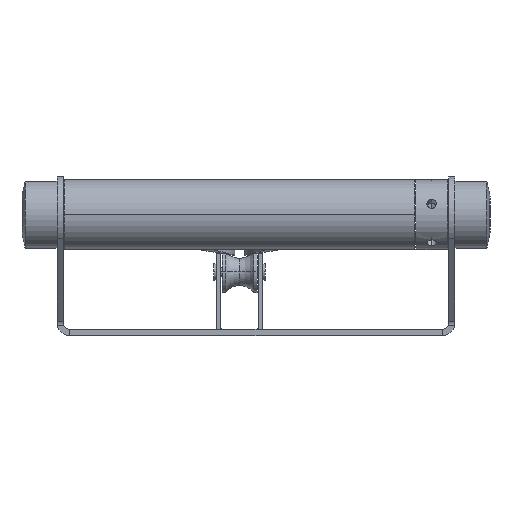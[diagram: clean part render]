
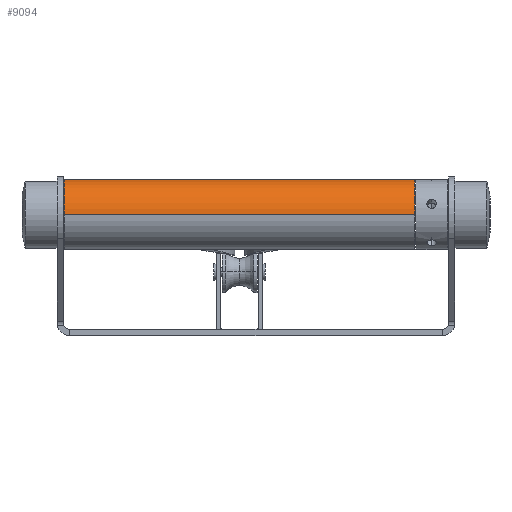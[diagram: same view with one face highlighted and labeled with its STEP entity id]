
A CAD part, left-side view. The second image highlights one B-rep face of the part: STEP entity #9094.
In plain terms, the highlighted cylindrical face has radius 11 mm (diameter 22 mm), a partial arc.
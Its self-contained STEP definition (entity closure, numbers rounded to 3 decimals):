
#748 = EDGE_CURVE ( 'NONE', #7337, #12091, #12133, .T. ) ;
#1051 = VERTEX_POINT ( 'NONE', #2416 ) ;
#1330 = CARTESIAN_POINT ( 'NONE',  ( -0.761, -54.946, 10.974 ) ) ;
#1630 = CARTESIAN_POINT ( 'NONE',  ( -1., 54.5, 10.954 ) ) ;
#2153 = DIRECTION ( 'NONE',  ( 0., 0., 1. ) ) ;
#2416 = CARTESIAN_POINT ( 'NONE',  ( 0., -55., -11. ) ) ;
#2565 = CIRCLE ( 'NONE', #19017, 11. ) ;
#2583 = CARTESIAN_POINT ( 'NONE',  ( -0.761, 54.946, 10.974 ) ) ;
#2663 = CARTESIAN_POINT ( 'NONE',  ( -1., 54.5, 10.954 ) ) ;
#2672 = VERTEX_POINT ( 'NONE', #11338 ) ;
#3287 = ORIENTED_EDGE ( 'NONE', *, *, #10811, .T. ) ;
#3880 = EDGE_CURVE ( 'NONE', #8705, #12091, #17114, .T. ) ;
#4297 = CIRCLE ( 'NONE', #10114, 11. ) ;
#4371 = CYLINDRICAL_SURFACE ( 'NONE', #12879, 11. ) ;
#4921 = B_SPLINE_CURVE_WITH_KNOTS ( 'NONE', 3,
 ( #2663, #20091, #10588, #2583, #22046, #10345 ),
 .UNSPECIFIED., .F., .F.,
 ( 4, 2, 4 ),
 ( 0., 0., 0.001 ),
 .UNSPECIFIED. ) ;
#5117 = CARTESIAN_POINT ( 'NONE',  ( -0.5, -55., 10.989 ) ) ;
#5190 = VERTEX_POINT ( 'NONE', #24967 ) ;
#5292 = CARTESIAN_POINT ( 'NONE',  ( -0.946, -54.762, 10.96 ) ) ;
#5607 = FACE_OUTER_BOUND ( 'NONE', #7578, .T. ) ;
#5666 = VECTOR ( 'NONE', #13617, 1000. ) ;
#6412 = DIRECTION ( 'NONE',  ( 0., 1., 0. ) ) ;
#6565 = DIRECTION ( 'NONE',  ( 0., 0., -1. ) ) ;
#7337 = VERTEX_POINT ( 'NONE', #1630 ) ;
#7578 = EDGE_LOOP ( 'NONE', ( #15968, #15265, #3287, #8900, #17720, #10399 ) ) ;
#7747 = EDGE_CURVE ( 'NONE', #5190, #2672, #2565, .T. ) ;
#8418 = VECTOR ( 'NONE', #18955, 1000. ) ;
#8705 = VERTEX_POINT ( 'NONE', #19377 ) ;
#8900 = ORIENTED_EDGE ( 'NONE', *, *, #3880, .T. ) ;
#9094 = ADVANCED_FACE ( 'NONE', ( #5607 ), #4371, .T. ) ;
#9147 = CARTESIAN_POINT ( 'NONE',  ( -1., 55., 10.954 ) ) ;
#10114 = AXIS2_PLACEMENT_3D ( 'NONE', #23688, #15645, #2153 ) ;
#10345 = CARTESIAN_POINT ( 'NONE',  ( -0.5, 55., 10.989 ) ) ;
#10399 = ORIENTED_EDGE ( 'NONE', *, *, #18071, .T. ) ;
#10588 = CARTESIAN_POINT ( 'NONE',  ( -0.946, 54.761, 10.96 ) ) ;
#10811 = EDGE_CURVE ( 'NONE', #1051, #8705, #4297, .T. ) ;
#10866 = CARTESIAN_POINT ( 'NONE',  ( 0., 55., 0. ) ) ;
#11338 = CARTESIAN_POINT ( 'NONE',  ( -0.5, 55., 10.989 ) ) ;
#12091 = VERTEX_POINT ( 'NONE', #21859 ) ;
#12133 = LINE ( 'NONE', #9147, #8418 ) ;
#12424 = CARTESIAN_POINT ( 'NONE',  ( 0., 55., 0. ) ) ;
#12485 = DIRECTION ( 'NONE',  ( 0., -1., 0. ) ) ;
#12879 = AXIS2_PLACEMENT_3D ( 'NONE', #10866, #12485, #6565 ) ;
#13189 = CARTESIAN_POINT ( 'NONE',  ( -1., -54.5, 10.954 ) ) ;
#13617 = DIRECTION ( 'NONE',  ( 0., -1., 0. ) ) ;
#14390 = DIRECTION ( 'NONE',  ( 0., 0., 1. ) ) ;
#15265 = ORIENTED_EDGE ( 'NONE', *, *, #23711, .T. ) ;
#15645 = DIRECTION ( 'NONE',  ( 0., 1., 0. ) ) ;
#15968 = ORIENTED_EDGE ( 'NONE', *, *, #7747, .F. ) ;
#17114 = B_SPLINE_CURVE_WITH_KNOTS ( 'NONE', 3,
 ( #5117, #20887, #1330, #5292, #18975, #13189 ),
 .UNSPECIFIED., .F., .F.,
 ( 4, 2, 4 ),
 ( 0., 0., 0.001 ),
 .UNSPECIFIED. ) ;
#17720 = ORIENTED_EDGE ( 'NONE', *, *, #748, .F. ) ;
#18071 = EDGE_CURVE ( 'NONE', #7337, #2672, #4921, .T. ) ;
#18955 = DIRECTION ( 'NONE',  ( 0., -1., 0. ) ) ;
#18975 = CARTESIAN_POINT ( 'NONE',  ( -1., -54.632, 10.954 ) ) ;
#19017 = AXIS2_PLACEMENT_3D ( 'NONE', #12424, #6412, #14390 ) ;
#19377 = CARTESIAN_POINT ( 'NONE',  ( -0.5, -55., 10.989 ) ) ;
#20091 = CARTESIAN_POINT ( 'NONE',  ( -1., 54.632, 10.954 ) ) ;
#20887 = CARTESIAN_POINT ( 'NONE',  ( -0.632, -55., 10.983 ) ) ;
#21309 = CARTESIAN_POINT ( 'NONE',  ( 0., 55., -11. ) ) ;
#21312 = LINE ( 'NONE', #21309, #5666 ) ;
#21859 = CARTESIAN_POINT ( 'NONE',  ( -1., -54.5, 10.954 ) ) ;
#22046 = CARTESIAN_POINT ( 'NONE',  ( -0.632, 55., 10.983 ) ) ;
#23688 = CARTESIAN_POINT ( 'NONE',  ( 0., -55., 0. ) ) ;
#23711 = EDGE_CURVE ( 'NONE', #5190, #1051, #21312, .T. ) ;
#24967 = CARTESIAN_POINT ( 'NONE',  ( 0., 55., -11. ) ) ;
